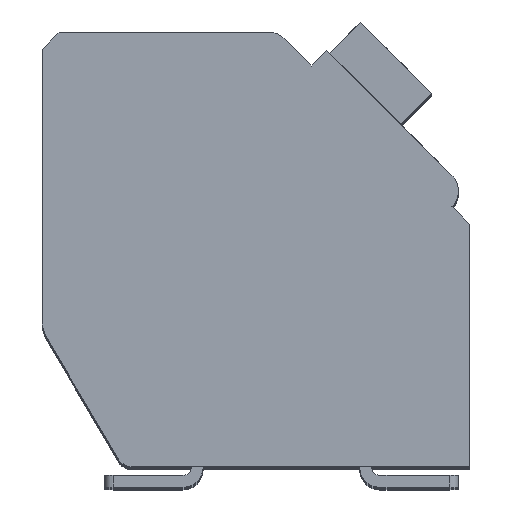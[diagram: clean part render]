
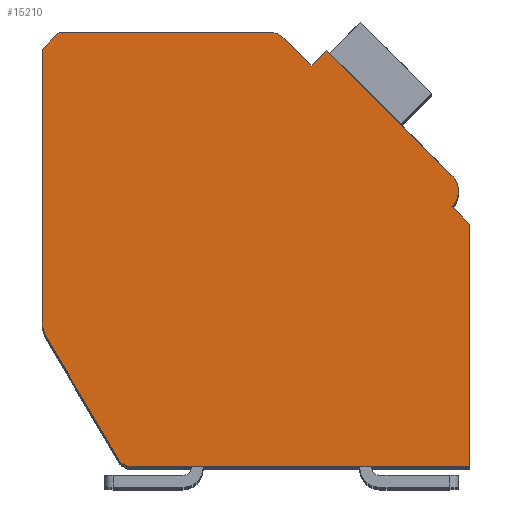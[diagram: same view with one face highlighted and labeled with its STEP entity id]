
A CAD part, top view. The second image highlights one B-rep face of the part: STEP entity #15210.
In plain terms, the highlighted planar face has unit normal (0, 0, 1).
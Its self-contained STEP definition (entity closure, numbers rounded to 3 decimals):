
#318=DIRECTION('',(0.,-1.,0.));
#319=VECTOR('',#318,8.053);
#320=CARTESIAN_POINT('',(-12.7,12.4,2.1));
#321=LINE('',#320,#319);
#322=DIRECTION('',(-0.707,-0.707,0.));
#323=VECTOR('',#322,0.707);
#324=CARTESIAN_POINT('',(-12.2,12.9,2.1));
#325=LINE('',#324,#323);
#326=DIRECTION('',(-1.,0.,0.));
#327=VECTOR('',#326,6.298);
#328=CARTESIAN_POINT('',(-5.902,12.9,2.1));
#329=LINE('',#328,#327);
#330=CARTESIAN_POINT('',(-5.902,12.4,2.1));
#331=DIRECTION('',(0.,0.,1.));
#332=DIRECTION('',(0.707,0.707,0.));
#333=AXIS2_PLACEMENT_3D('',#330,#331,#332);
#335=DIRECTION('',(-0.707,0.707,0.));
#336=VECTOR('',#335,1.197);
#337=CARTESIAN_POINT('',(-4.702,11.907,2.1));
#338=LINE('',#337,#336);
#339=DIRECTION('',(-0.707,-0.707,0.));
#340=VECTOR('',#339,0.65);
#341=CARTESIAN_POINT('',(-4.243,12.367,2.1));
#342=LINE('',#341,#340);
#343=DIRECTION('',(-0.707,0.707,0.));
#344=VECTOR('',#343,5.25);
#345=CARTESIAN_POINT('',(-0.53,8.655,2.1));
#346=LINE('',#345,#344);
#347=CARTESIAN_POINT('',(-0.99,8.195,2.1));
#348=DIRECTION('',(0.,0.,1.));
#349=DIRECTION('',(0.707,-0.707,0.));
#350=AXIS2_PLACEMENT_3D('',#347,#348,#349);
#352=DIRECTION('',(-0.707,0.707,0.));
#353=VECTOR('',#352,0.75);
#354=CARTESIAN_POINT('',(0.,7.205,2.1));
#355=LINE('',#354,#353);
#356=DIRECTION('',(0.,1.,0.));
#357=VECTOR('',#356,7.205);
#358=CARTESIAN_POINT('',(0.,0.,2.1));
#359=LINE('',#358,#357);
#360=DIRECTION('',(1.,0.,0.));
#361=VECTOR('',#360,10.014);
#362=CARTESIAN_POINT('',(-10.014,0.,2.1));
#363=LINE('',#362,#361);
#364=CARTESIAN_POINT('',(-10.014,0.5,2.1));
#365=DIRECTION('',(0.,0.,1.));
#366=DIRECTION('',(-0.862,-0.508,0.));
#367=AXIS2_PLACEMENT_3D('',#364,#365,#366);
#369=DIRECTION('',(0.508,-0.862,0.));
#370=VECTOR('',#369,4.17);
#371=CARTESIAN_POINT('',(-12.562,3.839,2.1));
#372=LINE('',#371,#370);
#373=CARTESIAN_POINT('',(-11.7,4.347,2.1));
#374=DIRECTION('',(0.,0.,1.));
#375=DIRECTION('',(-1.,0.,0.));
#376=AXIS2_PLACEMENT_3D('',#373,#374,#375);
#11447=CARTESIAN_POINT('',(-12.7,12.4,2.1));
#11448=CARTESIAN_POINT('',(-12.7,4.347,2.1));
#11449=VERTEX_POINT('',#11447);
#11450=VERTEX_POINT('',#11448);
#11451=CARTESIAN_POINT('',(-12.562,3.839,2.1));
#11452=VERTEX_POINT('',#11451);
#11453=CARTESIAN_POINT('',(-10.445,0.246,2.1));
#11454=VERTEX_POINT('',#11453);
#11455=CARTESIAN_POINT('',(-10.014,0.,2.1));
#11456=VERTEX_POINT('',#11455);
#11457=CARTESIAN_POINT('',(0.,0.,2.1));
#11458=VERTEX_POINT('',#11457);
#11459=CARTESIAN_POINT('',(0.,7.205,2.1));
#11460=VERTEX_POINT('',#11459);
#11461=CARTESIAN_POINT('',(-0.53,7.735,2.1));
#11462=VERTEX_POINT('',#11461);
#11463=CARTESIAN_POINT('',(-0.53,8.655,2.1));
#11464=VERTEX_POINT('',#11463);
#11465=CARTESIAN_POINT('',(-4.243,12.367,2.1));
#11466=VERTEX_POINT('',#11465);
#11467=CARTESIAN_POINT('',(-4.702,11.907,2.1));
#11468=VERTEX_POINT('',#11467);
#11469=CARTESIAN_POINT('',(-5.548,12.754,2.1));
#11470=VERTEX_POINT('',#11469);
#11471=CARTESIAN_POINT('',(-5.902,12.9,2.1));
#11472=VERTEX_POINT('',#11471);
#11473=CARTESIAN_POINT('',(-12.2,12.9,2.1));
#11474=VERTEX_POINT('',#11473);
#15177=CARTESIAN_POINT('',(0.,0.,2.1));
#15178=DIRECTION('',(0.,0.,1.));
#15179=DIRECTION('',(1.,0.,0.));
#15180=AXIS2_PLACEMENT_3D('',#15177,#15178,#15179);
#15181=PLANE('',#15180);
#15182=ORIENTED_EDGE('',*,*,#14907,.F.);
#15184=ORIENTED_EDGE('',*,*,#15183,.F.);
#15186=ORIENTED_EDGE('',*,*,#15185,.F.);
#15188=ORIENTED_EDGE('',*,*,#15187,.F.);
#15190=ORIENTED_EDGE('',*,*,#15189,.F.);
#15192=ORIENTED_EDGE('',*,*,#15191,.F.);
#15194=ORIENTED_EDGE('',*,*,#15193,.F.);
#15196=ORIENTED_EDGE('',*,*,#15195,.F.);
#15198=ORIENTED_EDGE('',*,*,#15197,.F.);
#15200=ORIENTED_EDGE('',*,*,#15199,.F.);
#15202=ORIENTED_EDGE('',*,*,#15201,.F.);
#15204=ORIENTED_EDGE('',*,*,#15203,.F.);
#15206=ORIENTED_EDGE('',*,*,#15205,.F.);
#15207=ORIENTED_EDGE('',*,*,#15020,.F.);
#15208=EDGE_LOOP('',(#15182,#15184,#15186,#15188,#15190,#15192,#15194,#15196,
#15198,#15200,#15202,#15204,#15206,#15207));
#15209=FACE_OUTER_BOUND('',#15208,.F.);
#334=CIRCLE('',#333,0.5);
#351=CIRCLE('',#350,0.65);
#368=CIRCLE('',#367,0.5);
#377=CIRCLE('',#376,1.);
#14907=EDGE_CURVE('',#11449,#11450,#321,.T.);
#15020=EDGE_CURVE('',#11450,#11452,#377,.T.);
#15183=EDGE_CURVE('',#11474,#11449,#325,.T.);
#15185=EDGE_CURVE('',#11472,#11474,#329,.T.);
#15187=EDGE_CURVE('',#11470,#11472,#334,.T.);
#15189=EDGE_CURVE('',#11468,#11470,#338,.T.);
#15191=EDGE_CURVE('',#11466,#11468,#342,.T.);
#15193=EDGE_CURVE('',#11464,#11466,#346,.T.);
#15195=EDGE_CURVE('',#11462,#11464,#351,.T.);
#15197=EDGE_CURVE('',#11460,#11462,#355,.T.);
#15199=EDGE_CURVE('',#11458,#11460,#359,.T.);
#15201=EDGE_CURVE('',#11456,#11458,#363,.T.);
#15203=EDGE_CURVE('',#11454,#11456,#368,.T.);
#15205=EDGE_CURVE('',#11452,#11454,#372,.T.);
#15210=ADVANCED_FACE('',(#15209),#15181,.T.);
